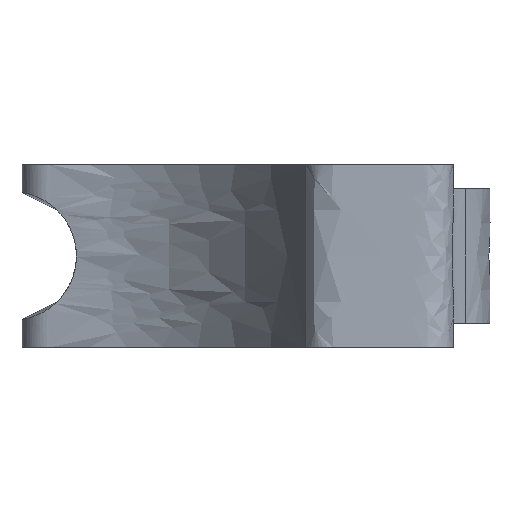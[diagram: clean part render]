
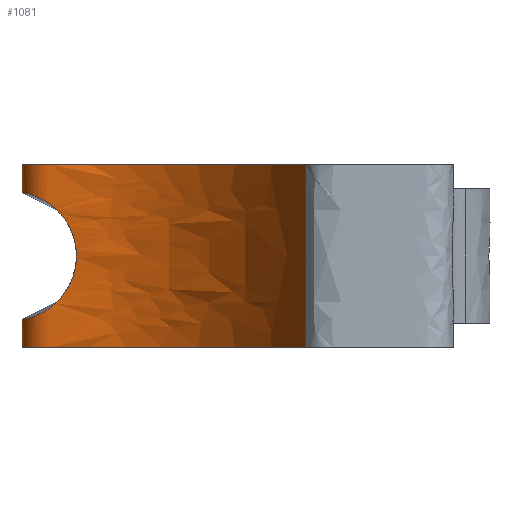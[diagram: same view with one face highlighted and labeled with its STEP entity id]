
A CAD part, front view. The second image highlights one B-rep face of the part: STEP entity #1081.
In plain terms, the highlighted free-form (B-spline) face has degree [1, 3] with [2, 13] control points.
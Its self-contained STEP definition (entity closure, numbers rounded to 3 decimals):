
#366 = VERTEX_POINT('',#367);
#367 = CARTESIAN_POINT('',(35.021,45.074,
    15.));
#374 = EDGE_CURVE('',#375,#366,#377,.T.);
#375 = VERTEX_POINT('',#376);
#376 = CARTESIAN_POINT('',(43.949,35.255,
    15.));
#377 = ( BOUNDED_CURVE() B_SPLINE_CURVE(3,(#378,#379,#380,#381,#382,#383
    ,#384,#385,#386,#387,#388,#389,#390),.UNSPECIFIED.,.F.,.F.) 
B_SPLINE_CURVE_WITH_KNOTS((4,3,3,3,4),(20.689,21.577,
    23.062,24.126,25.018),.UNSPECIFIED.) 
CURVE() GEOMETRIC_REPRESENTATION_ITEM() RATIONAL_B_SPLINE_CURVE((1.,1.,
    1.,1.,0.825,0.825,1.,1.,1.,1.,0.935,
0.935,1.)) REPRESENTATION_ITEM('') );
#378 = CARTESIAN_POINT('',(43.949,35.255,
    15.));
#379 = CARTESIAN_POINT('',(42.088,39.587,
    15.));
#380 = CARTESIAN_POINT('',(39.292,41.913,
    15.));
#381 = CARTESIAN_POINT('',(35.564,42.235,
    15.));
#382 = CARTESIAN_POINT('',(35.019,42.282,
    15.));
#383 = CARTESIAN_POINT('',(34.649,42.685,
    15.));
#384 = CARTESIAN_POINT('',(34.649,43.231,
    15.));
#385 = CARTESIAN_POINT('',(34.649,43.586,
    15.));
#386 = CARTESIAN_POINT('',(34.649,43.941,
    15.));
#387 = CARTESIAN_POINT('',(34.649,44.295,
    15.));
#388 = CARTESIAN_POINT('',(34.649,44.603,
    15.));
#389 = CARTESIAN_POINT('',(34.782,44.88,
    15.));
#390 = CARTESIAN_POINT('',(35.021,45.074,
    15.));
#536 = VERTEX_POINT('',#537);
#537 = CARTESIAN_POINT('',(43.949,35.255,
    9.));
#556 = EDGE_CURVE('',#536,#557,#559,.T.);
#557 = VERTEX_POINT('',#558);
#558 = CARTESIAN_POINT('',(35.021,45.074,
    9.));
#559 = ( BOUNDED_CURVE() B_SPLINE_CURVE(3,(#560,#561,#562,#563,#564,#565
    ,#566,#567,#568,#569,#570,#571,#572),.UNSPECIFIED.,.F.,.F.) 
B_SPLINE_CURVE_WITH_KNOTS((4,3,3,3,4),(20.689,21.577,
    23.062,24.126,25.018),.UNSPECIFIED.) 
CURVE() GEOMETRIC_REPRESENTATION_ITEM() RATIONAL_B_SPLINE_CURVE((1.,1.,
    1.,1.,0.825,0.825,1.,1.,1.,1.,0.935,
0.935,1.)) REPRESENTATION_ITEM('') );
#560 = CARTESIAN_POINT('',(43.949,35.255,
    9.));
#561 = CARTESIAN_POINT('',(42.088,39.587,
    9.));
#562 = CARTESIAN_POINT('',(39.292,41.913,9.
    ));
#563 = CARTESIAN_POINT('',(35.564,42.235,
    9.));
#564 = CARTESIAN_POINT('',(35.019,42.282,
    9.));
#565 = CARTESIAN_POINT('',(34.649,42.685,
    9.));
#566 = CARTESIAN_POINT('',(34.649,43.231,
    9.));
#567 = CARTESIAN_POINT('',(34.649,43.586,
    9.));
#568 = CARTESIAN_POINT('',(34.649,43.941,
    9.));
#569 = CARTESIAN_POINT('',(34.649,44.295,
    9.));
#570 = CARTESIAN_POINT('',(34.649,44.603,9.
    ));
#571 = CARTESIAN_POINT('',(34.782,44.88,
    9.));
#572 = CARTESIAN_POINT('',(35.021,45.074,
    9.));
#1057 = EDGE_CURVE('',#1058,#557,#1060,.T.);
#1058 = VERTEX_POINT('',#1059);
#1059 = CARTESIAN_POINT('',(35.021,45.074,
    10.016));
#1060 = B_SPLINE_CURVE_WITH_KNOTS('',1,(#1061,#1062),.UNSPECIFIED.,.F.,
  .F.,(2,2),(4.984,6.),.PIECEWISE_BEZIER_KNOTS.);
#1061 = CARTESIAN_POINT('',(35.021,45.074,
    10.016));
#1062 = CARTESIAN_POINT('',(35.021,45.074,
    9.));
#1081 = ADVANCED_FACE('',(#1082),#1140,.T.);
#1082 = FACE_BOUND('',#1083,.T.);
#1083 = EDGE_LOOP('',(#1084,#1085,#1086,#1091,#1092,#1099));
#1084 = ORIENTED_EDGE('',*,*,#1057,.T.);
#1085 = ORIENTED_EDGE('',*,*,#556,.F.);
#1086 = ORIENTED_EDGE('',*,*,#1087,.F.);
#1087 = EDGE_CURVE('',#375,#536,#1088,.T.);
#1088 = B_SPLINE_CURVE_WITH_KNOTS('',1,(#1089,#1090),.UNSPECIFIED.,.F.,
  .F.,(2,2),(0.,6.),.PIECEWISE_BEZIER_KNOTS.);
#1089 = CARTESIAN_POINT('',(43.949,35.255,
    15.));
#1090 = CARTESIAN_POINT('',(43.949,35.255,
    9.));
#1091 = ORIENTED_EDGE('',*,*,#374,.T.);
#1092 = ORIENTED_EDGE('',*,*,#1093,.T.);
#1093 = EDGE_CURVE('',#366,#1094,#1096,.T.);
#1094 = VERTEX_POINT('',#1095);
#1095 = CARTESIAN_POINT('',(35.021,45.074,
    13.984));
#1096 = B_SPLINE_CURVE_WITH_KNOTS('',1,(#1097,#1098),.UNSPECIFIED.,.F.,
  .F.,(2,2),(0.,1.016),.PIECEWISE_BEZIER_KNOTS.);
#1097 = CARTESIAN_POINT('',(35.021,45.074,
    15.));
#1098 = CARTESIAN_POINT('',(35.021,45.074,
    13.984));
#1099 = ORIENTED_EDGE('',*,*,#1100,.F.);
#1100 = EDGE_CURVE('',#1058,#1094,#1101,.T.);
#1101 = B_SPLINE_CURVE_WITH_KNOTS('',3,(#1102,#1103,#1104,#1105,#1106,
    #1107,#1108,#1109,#1110,#1111,#1112,#1113,#1114,#1115,#1116,#1117,
    #1118,#1119,#1120,#1121,#1122,#1123,#1124,#1125,#1126,#1127,#1128,
    #1129,#1130,#1131,#1132,#1133,#1134,#1135,#1136,#1137,#1138,#1139),
  .UNSPECIFIED.,.F.,.F.,(4,2,2,2,2,2,2,2,2,2,2,2,2,2,2,2,2,2,4),(0.,
    0.738,1.112,1.486,1.69,
    2.444,3.248,3.632,4.016,
    5.515,7.013,7.411,7.803,
    8.582,9.324,9.535,9.907,
    10.282,11.024),.UNSPECIFIED.);
#1102 = CARTESIAN_POINT('',(35.021,45.074,
    10.016));
#1103 = CARTESIAN_POINT('',(34.848,44.934,
    9.956));
#1104 = CARTESIAN_POINT('',(34.723,44.736,
    9.936));
#1105 = CARTESIAN_POINT('',(34.648,44.399,
    9.923));
#1106 = CARTESIAN_POINT('',(34.649,44.286,
    9.924));
#1107 = CARTESIAN_POINT('',(34.649,44.057,
    9.924));
#1108 = CARTESIAN_POINT('',(34.649,43.942,
    9.924));
#1109 = CARTESIAN_POINT('',(34.649,43.765,
    9.924));
#1110 = CARTESIAN_POINT('',(34.648,43.212,9.924)
  );
#1111 = CARTESIAN_POINT('',(34.672,42.917,
    9.927));
#1112 = CARTESIAN_POINT('',(34.772,42.701,
    9.939));
#1113 = CARTESIAN_POINT('',(35.099,42.361,
    10.036));
#1114 = CARTESIAN_POINT('',(35.308,42.269,
    10.124));
#1115 = CARTESIAN_POINT('',(35.606,42.227,
    10.325));
#1116 = CARTESIAN_POINT('',(35.696,42.223,
    10.397));
#1117 = CARTESIAN_POINT('',(35.865,42.205,
    10.558));
#1118 = CARTESIAN_POINT('',(35.942,42.195,
    10.644));
#1119 = CARTESIAN_POINT('',(36.286,42.15,
    11.101));
#1120 = CARTESIAN_POINT('',(36.434,42.12,
    11.544));
#1121 = CARTESIAN_POINT('',(36.434,42.12,
    12.458));
#1122 = CARTESIAN_POINT('',(36.285,42.15,
    12.9));
#1123 = CARTESIAN_POINT('',(35.939,42.196,
    13.36));
#1124 = CARTESIAN_POINT('',(35.86,42.205,
    13.448));
#1125 = CARTESIAN_POINT('',(35.685,42.224,
    13.612));
#1126 = CARTESIAN_POINT('',(35.592,42.228,
    13.686));
#1127 = CARTESIAN_POINT('',(35.297,42.274,
    13.881));
#1128 = CARTESIAN_POINT('',(35.095,42.366,
    13.965));
#1129 = CARTESIAN_POINT('',(34.775,42.697,
    14.06));
#1130 = CARTESIAN_POINT('',(34.675,42.91,
    14.072));
#1131 = CARTESIAN_POINT('',(34.648,43.202,
    14.076));
#1132 = CARTESIAN_POINT('',(34.649,43.762,
    14.076));
#1133 = CARTESIAN_POINT('',(34.649,43.94,
    14.076));
#1134 = CARTESIAN_POINT('',(34.65,44.054,
    14.076));
#1135 = CARTESIAN_POINT('',(34.649,44.283,
    14.076));
#1136 = CARTESIAN_POINT('',(34.648,44.395,
    14.077));
#1137 = CARTESIAN_POINT('',(34.722,44.734,
    14.065));
#1138 = CARTESIAN_POINT('',(34.847,44.933,
    14.045));
#1139 = CARTESIAN_POINT('',(35.021,45.074,
    13.984));
#1140 = ( BOUNDED_SURFACE() B_SPLINE_SURFACE(1,3,(
    (#1141,#1142,#1143,#1144,#1145,#1146,#1147,#1148,#1149,#1150,#1151
      ,#1152,#1153)
    ,(#1154,#1155,#1156,#1157,#1158,#1159,#1160,#1161,#1162,#1163,#1164
      ,#1165,#1166
)),.UNSPECIFIED.,.F.,.F.,.F.) B_SPLINE_SURFACE_WITH_KNOTS((2,2),(4,3,3,3
    ,4),(0.,6.),(0.,3.082,6.759,11.889,
14.958),.UNSPECIFIED.) GEOMETRIC_REPRESENTATION_ITEM() 
RATIONAL_B_SPLINE_SURFACE((
    (1.,0.935,0.935,1.,1.,1.,1.,0.825
      ,0.825,1.,1.,1.,1.)
    ,(1.,0.935,0.935,1.,1.,1.,1.,0.825
,0.825,1.,1.,1.,1.))) REPRESENTATION_ITEM('') SURFACE() );
#1141 = CARTESIAN_POINT('',(35.021,45.074,
    15.));
#1142 = CARTESIAN_POINT('',(34.782,44.88,
    15.));
#1143 = CARTESIAN_POINT('',(34.649,44.603,
    15.));
#1144 = CARTESIAN_POINT('',(34.649,44.295,
    15.));
#1145 = CARTESIAN_POINT('',(34.649,43.941,
    15.));
#1146 = CARTESIAN_POINT('',(34.649,43.586,
    15.));
#1147 = CARTESIAN_POINT('',(34.649,43.231,
    15.));
#1148 = CARTESIAN_POINT('',(34.649,42.685,
    15.));
#1149 = CARTESIAN_POINT('',(35.019,42.282,
    15.));
#1150 = CARTESIAN_POINT('',(35.564,42.235,
    15.));
#1151 = CARTESIAN_POINT('',(39.292,41.913,
    15.));
#1152 = CARTESIAN_POINT('',(42.088,39.587,
    15.));
#1153 = CARTESIAN_POINT('',(43.949,35.255,
    15.));
#1154 = CARTESIAN_POINT('',(35.021,45.074,
    9.));
#1155 = CARTESIAN_POINT('',(34.782,44.88,
    9.));
#1156 = CARTESIAN_POINT('',(34.649,44.603,
    9.));
#1157 = CARTESIAN_POINT('',(34.649,44.295,
    9.));
#1158 = CARTESIAN_POINT('',(34.649,43.941,
    9.));
#1159 = CARTESIAN_POINT('',(34.649,43.586,
    9.));
#1160 = CARTESIAN_POINT('',(34.649,43.231,
    9.));
#1161 = CARTESIAN_POINT('',(34.649,42.685,
    9.));
#1162 = CARTESIAN_POINT('',(35.019,42.282,
    9.));
#1163 = CARTESIAN_POINT('',(35.564,42.235,
    9.));
#1164 = CARTESIAN_POINT('',(39.292,41.913,
    9.));
#1165 = CARTESIAN_POINT('',(42.088,39.587,
    9.));
#1166 = CARTESIAN_POINT('',(43.949,35.255,
    9.));
